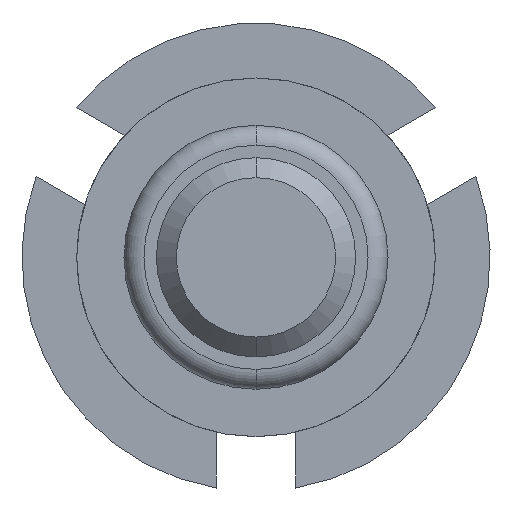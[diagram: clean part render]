
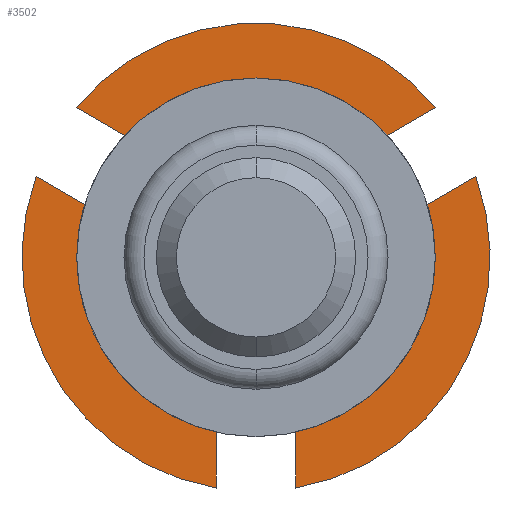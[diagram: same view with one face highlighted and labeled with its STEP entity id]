
A CAD part, front view. The second image highlights one B-rep face of the part: STEP entity #3502.
In plain terms, the highlighted planar face has unit normal (0, -1, 0).
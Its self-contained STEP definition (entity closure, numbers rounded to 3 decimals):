
#1 = EDGE_CURVE ( 'Defeature ausgef�hrt7_34+Defeature ausgef�hrt7_26+Defeature ausgef�hrt7_35+Defeature ausgef�hrt7_43', #3914, #2882, #1342, .T. ) ;
#28 = LINE ( 'NONE', #686, #4376 ) ;
#36 = VERTEX_POINT ( 'NONE', #1085 ) ;
#51 = DIRECTION ( 'NONE',  ( 0.5, 0., 0.866 ) ) ;
#67 = DIRECTION ( 'NONE',  ( -0.866, 0., 0.5 ) ) ;
#124 = EDGE_LOOP ( 'NONE', ( #408, #1887, #1422, #3793 ) ) ;
#167 = VERTEX_POINT ( 'NONE', #862 ) ;
#213 = CARTESIAN_POINT ( 'NONE',  ( 1.655, 5.5, 0. ) ) ;
#271 = LINE ( 'NONE', #547, #1805 ) ;
#361 = VECTOR ( 'NONE', #3312, 1000. ) ;
#387 = DIRECTION ( 'NONE',  ( 0., 0., -1. ) ) ;
#408 = ORIENTED_EDGE ( 'NONE', *, *, #3598, .F. ) ;
#432 = VECTOR ( 'NONE', #4398, 1000. ) ;
#447 = CARTESIAN_POINT ( 'NONE',  ( 1.805, 5.5, 1.504 ) ) ;
#489 = VERTEX_POINT ( 'NONE', #3574 ) ;
#524 = EDGE_CURVE ( 'Defeature ausgef�hrt7_43+Defeature ausgef�hrt7_26+Defeature ausgef�hrt7_34+Defeature ausgef�hrt7_42', #2882, #3146, #4258, .T. ) ;
#535 = DIRECTION ( 'NONE',  ( 0.5, 0., -0.866 ) ) ;
#547 = CARTESIAN_POINT ( 'NONE',  ( 0., 5.5, 1.075 ) ) ;
#589 = CARTESIAN_POINT ( 'NONE',  ( 0., 5.5, -1.6 ) ) ;
#629 = ORIENTED_EDGE ( 'NONE', *, *, #2970, .F. ) ;
#650 = VECTOR ( 'NONE', #2935, 1000. ) ;
#684 = LINE ( 'NONE', #2081, #1584 ) ;
#686 = CARTESIAN_POINT ( 'NONE',  ( 0.4, 5.5, 0. ) ) ;
#725 = CARTESIAN_POINT ( 'NONE',  ( 0., 5.5, 0. ) ) ;
#787 = VECTOR ( 'NONE', #3375, 1000. ) ;
#793 = FACE_OUTER_BOUND ( 'NONE', #4025, .T. ) ;
#844 = EDGE_CURVE ( 'Defeature ausgef�hrt7_39+Defeature ausgef�hrt7_26+Defeature ausgef�hrt7_40+Defeature ausgef�hrt7_38', #167, #489, #2214, .T. ) ;
#862 = CARTESIAN_POINT ( 'NONE',  ( 1.186, 5.5, 1.146 ) ) ;
#878 = ORIENTED_EDGE ( 'NONE', *, *, #3822, .F. ) ;
#938 = AXIS2_PLACEMENT_3D ( 'NONE', #2094, #3107, #2720 ) ;
#954 = LINE ( 'NONE', #3691, #432 ) ;
#1013 = CIRCLE ( 'NONE', #3605, 2.35 ) ;
#1026 = CARTESIAN_POINT ( 'NONE',  ( -0.4, 5.5, -1.6 ) ) ;
#1085 = CARTESIAN_POINT ( 'NONE',  ( 2.205, 5.5, 0.811 ) ) ;
#1197 = PLANE ( 'NONE',  #2814 ) ;
#1220 = CARTESIAN_POINT ( 'NONE',  ( -1.655, 5.5, 0. ) ) ;
#1271 = DIRECTION ( 'NONE',  ( 0., 1., 0. ) ) ;
#1307 = LINE ( 'NONE', #589, #361 ) ;
#1310 = VERTEX_POINT ( 'NONE', #4102 ) ;
#1342 = CIRCLE ( 'NONE', #1630, 2.35 ) ;
#1346 = DIRECTION ( 'NONE',  ( 0.866, 0., 0.5 ) ) ;
#1381 = VERTEX_POINT ( 'NONE', #3878 ) ;
#1422 = ORIENTED_EDGE ( 'NONE', *, *, #2521, .F. ) ;
#1443 = VERTEX_POINT ( 'NONE', #2287 ) ;
#1497 = VERTEX_POINT ( 'NONE', #2675 ) ;
#1576 = VECTOR ( 'NONE', #4436, 1000. ) ;
#1577 = DIRECTION ( 'NONE',  ( -0.839, 0., 0.545 ) ) ;
#1584 = VECTOR ( 'NONE', #67, 1000. ) ;
#1630 = AXIS2_PLACEMENT_3D ( 'NONE', #725, #3469, #387 ) ;
#1734 = CARTESIAN_POINT ( 'NONE',  ( 0.2, 5.5, -0.346 ) ) ;
#1805 = VECTOR ( 'NONE', #1577, 1000. ) ;
#1875 = VECTOR ( 'NONE', #51, 1000. ) ;
#1887 = ORIENTED_EDGE ( 'NONE', *, *, #2754, .F. ) ;
#1929 = VECTOR ( 'NONE', #3916, 1000. ) ;
#1946 = VECTOR ( 'NONE', #1346, 1000. ) ;
#1999 = LINE ( 'NONE', #213, #787 ) ;
#2043 = VERTEX_POINT ( 'NONE', #447 ) ;
#2078 = EDGE_CURVE ( 'Defeature ausgef�hrt7_37+Defeature ausgef�hrt7_26+Defeature ausgef�hrt7_20+Defeature ausgef�hrt7_36', #2140, #4374, #28, .T. ) ;
#2081 = CARTESIAN_POINT ( 'NONE',  ( 0.2, 5.5, 0.346 ) ) ;
#2094 = CARTESIAN_POINT ( 'NONE',  ( 0., 5.5, 0. ) ) ;
#2140 = VERTEX_POINT ( 'NONE', #3262 ) ;
#2186 = CARTESIAN_POINT ( 'NONE',  ( 0., 5.5, 0. ) ) ;
#2214 = LINE ( 'NONE', #3971, #2868 ) ;
#2256 = VERTEX_POINT ( 'NONE', #3358 ) ;
#2287 = CARTESIAN_POINT ( 'NONE',  ( 0., 5.5, -1.075 ) ) ;
#2292 = EDGE_CURVE ( 'Defeature ausgef�hrt7_35+Defeature ausgef�hrt7_26+Defeature ausgef�hrt7_36+Defeature ausgef�hrt7_34', #4286, #3914, #2342, .T. ) ;
#2309 = DIRECTION ( 'NONE',  ( 0., 0., -1. ) ) ;
#2332 = ORIENTED_EDGE ( 'NONE', *, *, #844, .F. ) ;
#2337 = VERTEX_POINT ( 'NONE', #2622 ) ;
#2342 = LINE ( 'NONE', #3405, #4086 ) ;
#2364 = ORIENTED_EDGE ( 'NONE', *, *, #2078, .F. ) ;
#2366 = EDGE_CURVE ( 'Defeature ausgef�hrt7_40+Defeature ausgef�hrt7_26+Defeature ausgef�hrt7_19+Defeature ausgef�hrt7_39', #2043, #167, #954, .T. ) ;
#2521 = EDGE_CURVE ( 'Defeature ausgef�hrt7_30+Defeature ausgef�hrt7_26+Defeature ausgef�hrt7_27+Defeature ausgef�hrt7_29', #1497, #1443, #3116, .T. ) ;
#2542 = CARTESIAN_POINT ( 'NONE',  ( -0.2, 5.5, -0.346 ) ) ;
#2543 = CARTESIAN_POINT ( 'NONE',  ( -0.4, 5.5, -2.316 ) ) ;
#2546 = FACE_BOUND ( 'NONE', #124, .T. ) ;
#2622 = CARTESIAN_POINT ( 'NONE',  ( -1.186, 5.5, 1.146 ) ) ;
#2675 = CARTESIAN_POINT ( 'NONE',  ( -1.655, 5.5, 0. ) ) ;
#2720 = DIRECTION ( 'NONE',  ( 0., 0., -1. ) ) ;
#2754 = EDGE_CURVE ( 'Defeature ausgef�hrt7_29+Defeature ausgef�hrt7_26+Defeature ausgef�hrt7_30+Defeature ausgef�hrt7_28', #1443, #1310, #1999, .T. ) ;
#2814 = AXIS2_PLACEMENT_3D ( 'NONE', #2186, #3203, #3581 ) ;
#2833 = ORIENTED_EDGE ( 'NONE', *, *, #2366, .F. ) ;
#2837 = ORIENTED_EDGE ( 'NONE', *, *, #2292, .F. ) ;
#2868 = VECTOR ( 'NONE', #535, 1000. ) ;
#2882 = VERTEX_POINT ( 'NONE', #3261 ) ;
#2935 = DIRECTION ( 'NONE',  ( -0.839, 0., -0.545 ) ) ;
#2970 = EDGE_CURVE ( 'Defeature ausgef�hrt7_41+Defeature ausgef�hrt7_26+Defeature ausgef�hrt7_42+Defeature ausgef�hrt7_19', #2337, #1381, #684, .T. ) ;
#3029 = DIRECTION ( 'NONE',  ( 0., 0., -1. ) ) ;
#3062 = LINE ( 'NONE', #1734, #1946 ) ;
#3070 = CARTESIAN_POINT ( 'NONE',  ( 0., 5.5, -1.075 ) ) ;
#3085 = ORIENTED_EDGE ( 'NONE', *, *, #3838, .F. ) ;
#3107 = DIRECTION ( 'NONE',  ( 0., 1., 0. ) ) ;
#3116 = LINE ( 'NONE', #3070, #1576 ) ;
#3146 = VERTEX_POINT ( 'NONE', #3564 ) ;
#3168 = CARTESIAN_POINT ( 'NONE',  ( 0.4, 5.5, -1.6 ) ) ;
#3203 = DIRECTION ( 'NONE',  ( 0., -1., 0. ) ) ;
#3261 = CARTESIAN_POINT ( 'NONE',  ( -2.205, 5.5, 0.811 ) ) ;
#3262 = CARTESIAN_POINT ( 'NONE',  ( 0.4, 5.5, -2.316 ) ) ;
#3312 = DIRECTION ( 'NONE',  ( -1., 0., 0. ) ) ;
#3358 = CARTESIAN_POINT ( 'NONE',  ( 0., 5.5, 1.075 ) ) ;
#3375 = DIRECTION ( 'NONE',  ( 0.839, 0., 0.545 ) ) ;
#3405 = CARTESIAN_POINT ( 'NONE',  ( -0.4, 5.5, 0. ) ) ;
#3425 = ORIENTED_EDGE ( 'NONE', *, *, #4389, .F. ) ;
#3469 = DIRECTION ( 'NONE',  ( 0., 1., 0. ) ) ;
#3502 = ADVANCED_FACE ( 'Defeature ausgef�hrt7_26', ( #793, #2546 ), #1197, .T. ) ;
#3564 = CARTESIAN_POINT ( 'NONE',  ( -1.586, 5.5, 0.454 ) ) ;
#3574 = CARTESIAN_POINT ( 'NONE',  ( 1.586, 5.5, 0.454 ) ) ;
#3581 = DIRECTION ( 'NONE',  ( 0., 0., -1. ) ) ;
#3598 = EDGE_CURVE ( 'Defeature ausgef�hrt7_28+Defeature ausgef�hrt7_26+Defeature ausgef�hrt7_29+Defeature ausgef�hrt7_27', #1310, #2256, #271, .T. ) ;
#3605 = AXIS2_PLACEMENT_3D ( 'NONE', #3680, #1271, #2309 ) ;
#3640 = EDGE_CURVE ( 'Defeature ausgef�hrt7_36+Defeature ausgef�hrt7_26+Defeature ausgef�hrt7_37+Defeature ausgef�hrt7_35', #4374, #4286, #1307, .T. ) ;
#3680 = CARTESIAN_POINT ( 'NONE',  ( 0., 5.5, 0. ) ) ;
#3691 = CARTESIAN_POINT ( 'NONE',  ( -0.2, 5.5, 0.346 ) ) ;
#3719 = EDGE_CURVE ( 'Defeature ausgef�hrt7_27+Defeature ausgef�hrt7_26+Defeature ausgef�hrt7_28+Defeature ausgef�hrt7_30', #2256, #1497, #4305, .T. ) ;
#3724 = ORIENTED_EDGE ( 'NONE', *, *, #4121, .F. ) ;
#3749 = ORIENTED_EDGE ( 'NONE', *, *, #3640, .F. ) ;
#3793 = ORIENTED_EDGE ( 'NONE', *, *, #3719, .F. ) ;
#3822 = EDGE_CURVE ( 'Defeature ausgef�hrt7_19+Defeature ausgef�hrt7_26+Defeature ausgef�hrt7_41+Defeature ausgef�hrt7_40', #1381, #2043, #3890, .T. ) ;
#3838 = EDGE_CURVE ( 'Defeature ausgef�hrt7_38+Defeature ausgef�hrt7_26+Defeature ausgef�hrt7_39+Defeature ausgef�hrt7_20', #489, #36, #3062, .T. ) ;
#3839 = DIRECTION ( 'NONE',  ( 0., 0., 1. ) ) ;
#3841 = LINE ( 'NONE', #3891, #1875 ) ;
#3859 = ORIENTED_EDGE ( 'NONE', *, *, #1, .F. ) ;
#3878 = CARTESIAN_POINT ( 'NONE',  ( -1.805, 5.5, 1.504 ) ) ;
#3890 = CIRCLE ( 'NONE', #938, 2.35 ) ;
#3891 = CARTESIAN_POINT ( 'NONE',  ( -1.386, 5.5, 0.8 ) ) ;
#3914 = VERTEX_POINT ( 'NONE', #2543 ) ;
#3916 = DIRECTION ( 'NONE',  ( 0.866, 0., -0.5 ) ) ;
#3971 = CARTESIAN_POINT ( 'NONE',  ( 1.386, 5.5, 0.8 ) ) ;
#4025 = EDGE_LOOP ( 'NONE', ( #629, #3425, #4087, #3859, #2837, #3749, #2364, #3724, #3085, #2332, #2833, #878 ) ) ;
#4086 = VECTOR ( 'NONE', #3029, 1000. ) ;
#4087 = ORIENTED_EDGE ( 'NONE', *, *, #524, .F. ) ;
#4102 = CARTESIAN_POINT ( 'NONE',  ( 1.655, 5.5, 0. ) ) ;
#4121 = EDGE_CURVE ( 'Defeature ausgef�hrt7_20+Defeature ausgef�hrt7_26+Defeature ausgef�hrt7_38+Defeature ausgef�hrt7_37', #36, #2140, #1013, .T. ) ;
#4258 = LINE ( 'NONE', #2542, #1929 ) ;
#4286 = VERTEX_POINT ( 'NONE', #1026 ) ;
#4305 = LINE ( 'NONE', #1220, #650 ) ;
#4374 = VERTEX_POINT ( 'NONE', #3168 ) ;
#4376 = VECTOR ( 'NONE', #3839, 1000. ) ;
#4389 = EDGE_CURVE ( 'Defeature ausgef�hrt7_42+Defeature ausgef�hrt7_26+Defeature ausgef�hrt7_43+Defeature ausgef�hrt7_41', #3146, #2337, #3841, .T. ) ;
#4398 = DIRECTION ( 'NONE',  ( -0.866, 0., -0.5 ) ) ;
#4436 = DIRECTION ( 'NONE',  ( 0.839, 0., -0.545 ) ) ;
